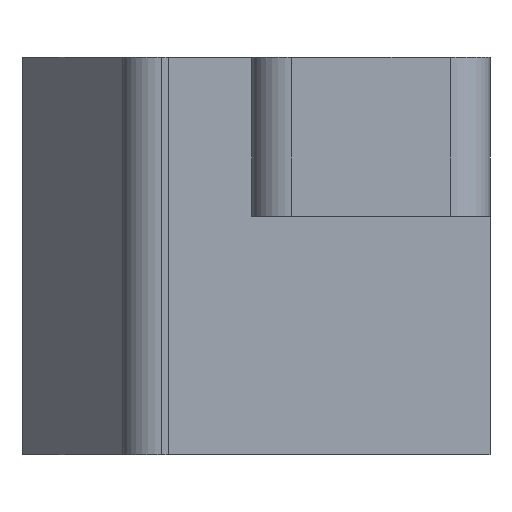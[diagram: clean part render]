
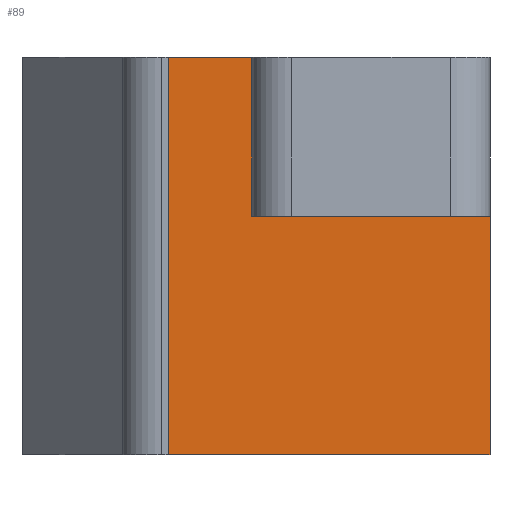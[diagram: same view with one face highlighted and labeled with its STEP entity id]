
A CAD part, left-side view. The second image highlights one B-rep face of the part: STEP entity #89.
In plain terms, the highlighted planar face has unit normal (-1, 0, 0).
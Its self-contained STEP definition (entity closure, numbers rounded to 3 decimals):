
#37 = CARTESIAN_POINT ( 'NONE',  ( 0., 6., 4. ) ) ;
#38 = DIRECTION ( 'NONE',  ( 0., -1., 0. ) ) ;
#39 = CARTESIAN_POINT ( 'NONE',  ( 0., 6., 4. ) ) ;
#49 = CARTESIAN_POINT ( 'NONE',  ( 0., 6., 0. ) ) ;
#53 = DIRECTION ( 'NONE',  ( 0., 0., 1. ) ) ;
#58 = DIRECTION ( 'NONE',  ( 0., 1., 0. ) ) ;
#59 = DIRECTION ( 'NONE',  ( 0., 0., -1. ) ) ;
#89 = ADVANCED_FACE ( 'NONE', ( #762 ), #258, .T. ) ;
#94 = CARTESIAN_POINT ( 'NONE',  ( 0., 0., -6. ) ) ;
#247 = EDGE_CURVE ( 'NONE', #1056, #1002, #717, .T. ) ;
#258 = PLANE ( 'NONE',  #699 ) ;
#275 = DIRECTION ( 'NONE',  ( -1., 0., 0. ) ) ;
#288 = DIRECTION ( 'NONE',  ( 0., 0., 1. ) ) ;
#300 = EDGE_CURVE ( 'NONE', #1016, #1113, #676, .T. ) ;
#311 = CARTESIAN_POINT ( 'NONE',  ( 0., 6., -6. ) ) ;
#330 = EDGE_CURVE ( 'NONE', #974, #1016, #658, .T. ) ;
#398 = EDGE_CURVE ( 'NONE', #1002, #1113, #630, .T. ) ;
#414 = CARTESIAN_POINT ( 'NONE',  ( 0., 8.1, 4. ) ) ;
#426 = CARTESIAN_POINT ( 'NONE',  ( 0., 0., 0. ) ) ;
#434 = CARTESIAN_POINT ( 'NONE',  ( 0., 6., 4. ) ) ;
#455 = CARTESIAN_POINT ( 'NONE',  ( 0., 0., -6. ) ) ;
#458 = CARTESIAN_POINT ( 'NONE',  ( 0., 6., 0. ) ) ;
#488 = CARTESIAN_POINT ( 'NONE',  ( 0., 8.1, -6. ) ) ;
#533 = VECTOR ( 'NONE', #583, 1000. ) ;
#538 = VECTOR ( 'NONE', #1082, 1000. ) ;
#541 = LINE ( 'NONE', #565, #533 ) ;
#553 = LINE ( 'NONE', #992, #538 ) ;
#565 = CARTESIAN_POINT ( 'NONE',  ( 0., 6., -6. ) ) ;
#583 = DIRECTION ( 'NONE',  ( 0., -1., 0. ) ) ;
#627 = VECTOR ( 'NONE', #58, 1000. ) ;
#630 = LINE ( 'NONE', #49, #627 ) ;
#655 = VECTOR ( 'NONE', #38, 1000. ) ;
#658 = LINE ( 'NONE', #37, #655 ) ;
#666 = VECTOR ( 'NONE', #59, 1000. ) ;
#676 = LINE ( 'NONE', #39, #666 ) ;
#699 = AXIS2_PLACEMENT_3D ( 'NONE', #311, #275, #288 ) ;
#700 = VECTOR ( 'NONE', #53, 1000. ) ;
#717 = LINE ( 'NONE', #94, #700 ) ;
#762 = FACE_OUTER_BOUND ( 'NONE', #832, .T. ) ;
#832 = EDGE_LOOP ( 'NONE', ( #942, #943, #944, #945, #946, #948 ) ) ;
#834 = EDGE_CURVE ( 'NONE', #1109, #974, #553, .T. ) ;
#840 = EDGE_CURVE ( 'NONE', #1109, #1056, #541, .T. ) ;
#942 = ORIENTED_EDGE ( 'NONE', *, *, #247, .T. ) ;
#943 = ORIENTED_EDGE ( 'NONE', *, *, #398, .T. ) ;
#944 = ORIENTED_EDGE ( 'NONE', *, *, #300, .F. ) ;
#945 = ORIENTED_EDGE ( 'NONE', *, *, #330, .F. ) ;
#946 = ORIENTED_EDGE ( 'NONE', *, *, #834, .F. ) ;
#948 = ORIENTED_EDGE ( 'NONE', *, *, #840, .T. ) ;
#974 = VERTEX_POINT ( 'NONE', #414 ) ;
#992 = CARTESIAN_POINT ( 'NONE',  ( 0., 8.1, -6. ) ) ;
#1002 = VERTEX_POINT ( 'NONE', #426 ) ;
#1016 = VERTEX_POINT ( 'NONE', #434 ) ;
#1056 = VERTEX_POINT ( 'NONE', #455 ) ;
#1082 = DIRECTION ( 'NONE',  ( 0., 0., 1. ) ) ;
#1109 = VERTEX_POINT ( 'NONE', #488 ) ;
#1113 = VERTEX_POINT ( 'NONE', #458 ) ;
